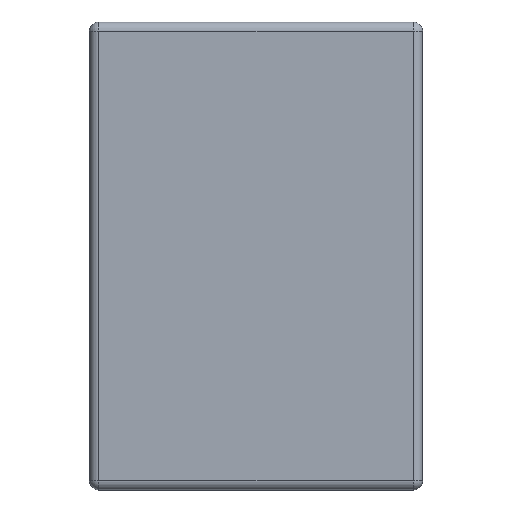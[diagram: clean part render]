
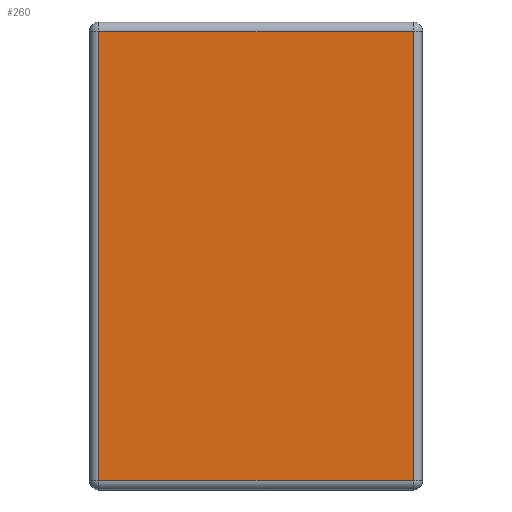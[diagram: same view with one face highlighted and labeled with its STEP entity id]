
A CAD part, left-side view. The second image highlights one B-rep face of the part: STEP entity #260.
In plain terms, the highlighted planar face has unit normal (-1, 0, 0).
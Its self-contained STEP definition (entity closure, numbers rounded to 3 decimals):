
#237 = VERTEX_POINT ( 'NONE', #1169 ) ;
#238 = VERTEX_POINT ( 'NONE', #1168 ) ;
#239 = ORIENTED_EDGE ( 'NONE', *, *, #240, .T. ) ;
#240 = EDGE_CURVE ( 'NONE', #238, #241, #1167, .T. ) ;
#241 = VERTEX_POINT ( 'NONE', #1163 ) ;
#242 = ORIENTED_EDGE ( 'NONE', *, *, #243, .T. ) ;
#243 = EDGE_CURVE ( 'NONE', #241, #244, #1162, .T. ) ;
#244 = VERTEX_POINT ( 'NONE', #1158 ) ;
#245 = ORIENTED_EDGE ( 'NONE', *, *, #246, .T. ) ;
#246 = EDGE_CURVE ( 'NONE', #244, #237, #1156, .T. ) ;
#260 = ADVANCED_FACE ( 'NONE', ( #1213 ), #1255, .F. ) ;
#261 = EDGE_LOOP ( 'NONE', ( #262, #239, #242, #245 ) ) ;
#262 = ORIENTED_EDGE ( 'NONE', *, *, #263, .T. ) ;
#263 = EDGE_CURVE ( 'NONE', #237, #238, #1250, .T. ) ;
#1153 = DIRECTION ( 'NONE',  ( 0., 0., 1. ) ) ;
#1154 = VECTOR ( 'NONE', #1153, 1000. ) ;
#1155 = CARTESIAN_POINT ( 'NONE',  ( -1.6, 0.05, 1.25 ) ) ;
#1156 = LINE ( 'NONE', #1155, #1154 ) ;
#1158 = CARTESIAN_POINT ( 'NONE',  ( -1.6, 0.05, -1.2 ) ) ;
#1159 = DIRECTION ( 'NONE',  ( 0., -1., 0. ) ) ;
#1160 = VECTOR ( 'NONE', #1159, 1000. ) ;
#1161 = CARTESIAN_POINT ( 'NONE',  ( -1.6, 1.78, -1.2 ) ) ;
#1162 = LINE ( 'NONE', #1161, #1160 ) ;
#1163 = CARTESIAN_POINT ( 'NONE',  ( -1.6, 1.73, -1.2 ) ) ;
#1164 = DIRECTION ( 'NONE',  ( 0., 0., -1. ) ) ;
#1165 = VECTOR ( 'NONE', #1164, 1000. ) ;
#1166 = CARTESIAN_POINT ( 'NONE',  ( -1.6, 1.73, 1.25 ) ) ;
#1167 = LINE ( 'NONE', #1166, #1165 ) ;
#1168 = CARTESIAN_POINT ( 'NONE',  ( -1.6, 1.73, 1.2 ) ) ;
#1169 = CARTESIAN_POINT ( 'NONE',  ( -1.6, 0.05, 1.2 ) ) ;
#1213 = FACE_OUTER_BOUND ( 'NONE', #261, .T. ) ;
#1247 = DIRECTION ( 'NONE',  ( 0., 1., 0. ) ) ;
#1248 = VECTOR ( 'NONE', #1247, 1000. ) ;
#1249 = CARTESIAN_POINT ( 'NONE',  ( -1.6, 1.78, 1.2 ) ) ;
#1250 = LINE ( 'NONE', #1249, #1248 ) ;
#1251 = DIRECTION ( 'NONE',  ( 0., 0., -1. ) ) ;
#1252 = DIRECTION ( 'NONE',  ( 1., 0., 0. ) ) ;
#1253 = CARTESIAN_POINT ( 'NONE',  ( -1.6, 1.78, 1.25 ) ) ;
#1254 = AXIS2_PLACEMENT_3D ( 'NONE', #1253, #1252, #1251 ) ;
#1255 = PLANE ( 'NONE',  #1254 ) ;
